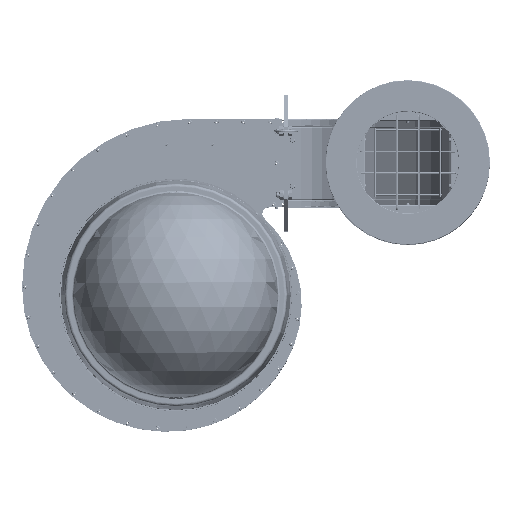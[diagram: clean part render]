
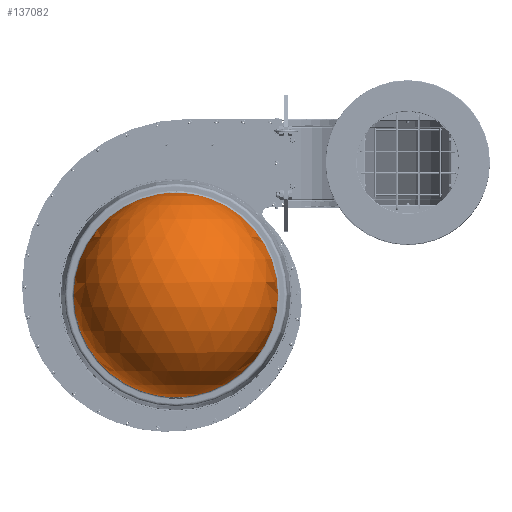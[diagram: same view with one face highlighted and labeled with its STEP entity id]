
A CAD part, top view. The second image highlights one B-rep face of the part: STEP entity #137082.
In plain terms, the highlighted spherical face has radius 160 mm.
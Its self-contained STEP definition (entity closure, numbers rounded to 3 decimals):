
#14=SPHERICAL_SURFACE('',#145531,160.);
#30564=FACE_OUTER_BOUND('',#38530,.T.);
#38530=EDGE_LOOP('',(#87340,#87341));
#47853=CIRCLE('',#145528,159.993);
#47855=CIRCLE('',#145530,159.993);
#53729=VERTEX_POINT('',#196114);
#53730=VERTEX_POINT('',#196115);
#66866=EDGE_CURVE('',#53729,#53730,#47853,.T.);
#66868=EDGE_CURVE('',#53730,#53729,#47855,.T.);
#87340=ORIENTED_EDGE('',*,*,#66866,.T.);
#87341=ORIENTED_EDGE('',*,*,#66868,.T.);
#137082=ADVANCED_FACE('',(#30564),#14,.T.);
#145528=AXIS2_PLACEMENT_3D('',#196116,#159268,#159269);
#145530=AXIS2_PLACEMENT_3D('',#196118,#159272,#159273);
#145531=AXIS2_PLACEMENT_3D('',#196119,#159274,#159275);
#159268=DIRECTION('center_axis',(0.,0.,
1.));
#159269=DIRECTION('ref_axis',(-1.,-0.002,0.));
#159272=DIRECTION('center_axis',(0.,0.,
1.));
#159273=DIRECTION('ref_axis',(-1.,-0.002,0.));
#159274=DIRECTION('center_axis',(0.002,-1.,
0.));
#159275=DIRECTION('ref_axis',(1.,0.002,0.));
#196114=CARTESIAN_POINT('',(-0.387,159.993,129.972));
#196115=CARTESIAN_POINT('',(0.387,-159.993,129.972));
#196116=CARTESIAN_POINT('Origin',(0.,0.,
129.972));
#196118=CARTESIAN_POINT('Origin',(0.,0.,
129.972));
#196119=CARTESIAN_POINT('Origin',(0.,0.,
128.5));
